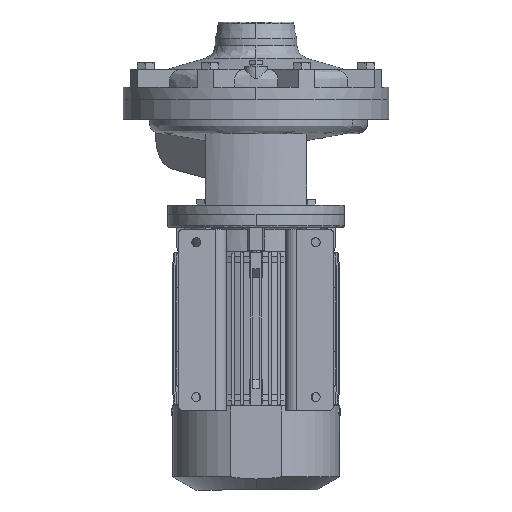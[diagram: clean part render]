
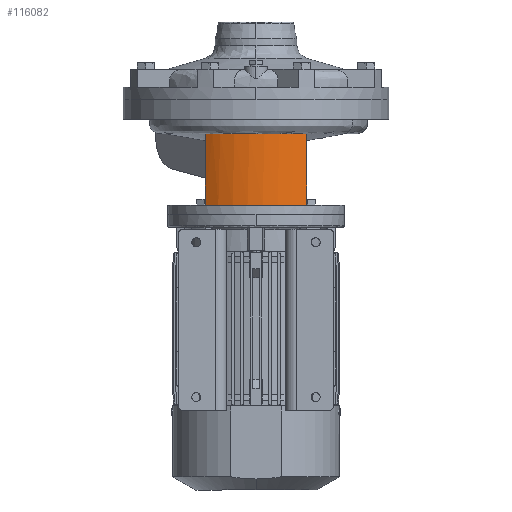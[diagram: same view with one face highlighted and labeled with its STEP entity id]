
A CAD part, front view. The second image highlights one B-rep face of the part: STEP entity #116082.
In plain terms, the highlighted cylindrical face has radius 103 mm (diameter 206 mm), a partial arc.
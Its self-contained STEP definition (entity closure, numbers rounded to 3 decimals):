
#10016 = CARTESIAN_POINT ( 'NONE',  ( 57.5, -85.456, -38.2 ) ) ;
#14267 = CARTESIAN_POINT ( 'NONE',  ( -57.5, -85.456, -119. ) ) ;
#14880 = CARTESIAN_POINT ( 'NONE',  ( -25.196, -100., -119. ) ) ;
#19191 = FACE_OUTER_BOUND ( 'NONE', #94007, .T. ) ;
#40169 = CARTESIAN_POINT ( 'NONE',  ( 53.282, -88.294, -38.2 ) ) ;
#42141 = CARTESIAN_POINT ( 'NONE',  ( -57.5, -85.456, -38.2 ) ) ;
#44106 = CARTESIAN_POINT ( 'NONE',  ( 39.673, -95.189, -38.2 ) ) ;
#48092 = EDGE_CURVE ( 'NONE', #340253, #356791, #334689, .T. ) ;
#48999 = CARTESIAN_POINT ( 'NONE',  ( 25.196, -100., -119. ) ) ;
#70320 = CARTESIAN_POINT ( 'NONE',  ( -25.196, -100., -38.2 ) ) ;
#74261 = CARTESIAN_POINT ( 'NONE',  ( 5.084, -103., -38.2 ) ) ;
#80162 = EDGE_CURVE ( 'NONE', #95060, #191048, #250351, .T. ) ;
#84483 = ORIENTED_EDGE ( 'NONE', *, *, #276271, .T. ) ;
#94007 = EDGE_LOOP ( 'NONE', ( #84483, #136053, #389312, #189068 ) ) ;
#95060 = VERTEX_POINT ( 'NONE', #375458 ) ;
#102413 = CARTESIAN_POINT ( 'NONE',  ( -39.673, -95.189, -38.2 ) ) ;
#104380 = CARTESIAN_POINT ( 'NONE',  ( -53.282, -88.294, -38.2 ) ) ;
#104698 = VECTOR ( 'NONE', #329758, 1000. ) ;
#113270 = CARTESIAN_POINT ( 'NONE',  ( 20.224, -101.123, -119. ) ) ;
#116082 = ADVANCED_FACE ( 'NONE', ( #19191 ), #165972, .T. ) ;
#136053 = ORIENTED_EDGE ( 'NONE', *, *, #48092, .T. ) ;
#139433 = CARTESIAN_POINT ( 'NONE',  ( 34.921, -97.033, -119. ) ) ;
#145398 = CARTESIAN_POINT ( 'NONE',  ( -5.084, -103., -119. ) ) ;
#157833 = DIRECTION ( 'NONE',  ( 0., 0., -1. ) ) ;
#165972 = CYLINDRICAL_SURFACE ( 'NONE', #244218, 103. ) ;
#166666 = CARTESIAN_POINT ( 'NONE',  ( -20.224, -101.123, -38.2 ) ) ;
#167940 = CARTESIAN_POINT ( 'NONE',  ( 0., 0., -119. ) ) ;
#189068 = ORIENTED_EDGE ( 'NONE', *, *, #80162, .T. ) ;
#191048 = VERTEX_POINT ( 'NONE', #282360 ) ;
#194869 = CARTESIAN_POINT ( 'NONE',  ( 20.224, -101.123, -38.2 ) ) ;
#201711 = CARTESIAN_POINT ( 'NONE',  ( -10.167, -102.623, -119. ) ) ;
#203704 = CARTESIAN_POINT ( 'NONE',  ( -53.282, -88.294, -119. ) ) ;
#207665 = CARTESIAN_POINT ( 'NONE',  ( -20.224, -101.123, -119. ) ) ;
#227280 = EDGE_CURVE ( 'NONE', #356791, #95060, #392068, .T. ) ;
#229866 = CARTESIAN_POINT ( 'NONE',  ( -57.5, -85.456, -119. ) ) ;
#233853 = CARTESIAN_POINT ( 'NONE',  ( -34.921, -97.033, -119. ) ) ;
#235849 = CARTESIAN_POINT ( 'NONE',  ( 10.167, -102.623, -119. ) ) ;
#244218 = AXIS2_PLACEMENT_3D ( 'NONE', #167940, #294466, #290502 ) ;
#250351 = B_SPLINE_CURVE_WITH_KNOTS ( 'NONE', 3,
 ( #10016, #40169, #343647, #44106, #375782, #377753, #194869, #283315, #74261, #287266, #345620, #166666, #70320, #289232, #102413, #311505, #104380, #42141 ),
 .UNSPECIFIED., .F., .F.,
 ( 4, 2, 2, 2, 2, 2, 2, 2, 4 ),
 ( 0., 0.125, 0.25, 0.375, 0.5, 0.625, 0.75, 0.875, 1. ),
 .UNSPECIFIED. ) ;
#259993 = CARTESIAN_POINT ( 'NONE',  ( 39.673, -95.189, -119. ) ) ;
#261981 = CARTESIAN_POINT ( 'NONE',  ( -48.854, -90.819, -119. ) ) ;
#264286 = CARTESIAN_POINT ( 'NONE',  ( 57.5, -85.456, -119. ) ) ;
#265477 = CARTESIAN_POINT ( 'NONE',  ( 57.5, -85.456, -119. ) ) ;
#276271 = EDGE_CURVE ( 'NONE', #191048, #340253, #342689, .T. ) ;
#282360 = CARTESIAN_POINT ( 'NONE',  ( -57.5, -85.456, -38.2 ) ) ;
#283315 = CARTESIAN_POINT ( 'NONE',  ( 10.167, -102.623, -38.2 ) ) ;
#287266 = CARTESIAN_POINT ( 'NONE',  ( -5.084, -103., -38.2 ) ) ;
#289232 = CARTESIAN_POINT ( 'NONE',  ( -34.921, -97.033, -38.2 ) ) ;
#289998 = VECTOR ( 'NONE', #157833, 1000. ) ;
#290502 = DIRECTION ( 'NONE',  ( -1., 0., 0. ) ) ;
#294120 = CARTESIAN_POINT ( 'NONE',  ( 48.854, -90.819, -119. ) ) ;
#294466 = DIRECTION ( 'NONE',  ( 0., 0., -1. ) ) ;
#311505 = CARTESIAN_POINT ( 'NONE',  ( -48.854, -90.819, -38.2 ) ) ;
#324281 = CARTESIAN_POINT ( 'NONE',  ( 5.084, -103., -119. ) ) ;
#329758 = DIRECTION ( 'NONE',  ( 0., 0., 1. ) ) ;
#334689 = B_SPLINE_CURVE_WITH_KNOTS ( 'NONE', 3,
 ( #229866, #203704, #261981, #354450, #233853, #14880, #207665, #201711, #145398, #324281, #235849, #113270, #48999, #139433, #259993, #294120, #390567, #386589 ),
 .UNSPECIFIED., .F., .F.,
 ( 4, 2, 2, 2, 2, 2, 2, 2, 4 ),
 ( 0., 0.125, 0.25, 0.375, 0.5, 0.625, 0.75, 0.875, 1. ),
 .UNSPECIFIED. ) ;
#340253 = VERTEX_POINT ( 'NONE', #14267 ) ;
#342689 = LINE ( 'NONE', #374827, #289998 ) ;
#343647 = CARTESIAN_POINT ( 'NONE',  ( 48.854, -90.819, -38.2 ) ) ;
#345620 = CARTESIAN_POINT ( 'NONE',  ( -10.167, -102.623, -38.2 ) ) ;
#354450 = CARTESIAN_POINT ( 'NONE',  ( -39.673, -95.189, -119. ) ) ;
#356791 = VERTEX_POINT ( 'NONE', #264286 ) ;
#374827 = CARTESIAN_POINT ( 'NONE',  ( -57.5, -85.456, -119. ) ) ;
#375458 = CARTESIAN_POINT ( 'NONE',  ( 57.5, -85.456, -38.2 ) ) ;
#375782 = CARTESIAN_POINT ( 'NONE',  ( 34.921, -97.033, -38.2 ) ) ;
#377753 = CARTESIAN_POINT ( 'NONE',  ( 25.196, -100., -38.2 ) ) ;
#386589 = CARTESIAN_POINT ( 'NONE',  ( 57.5, -85.456, -119. ) ) ;
#389312 = ORIENTED_EDGE ( 'NONE', *, *, #227280, .T. ) ;
#390567 = CARTESIAN_POINT ( 'NONE',  ( 53.282, -88.294, -119. ) ) ;
#392068 = LINE ( 'NONE', #265477, #104698 ) ;
